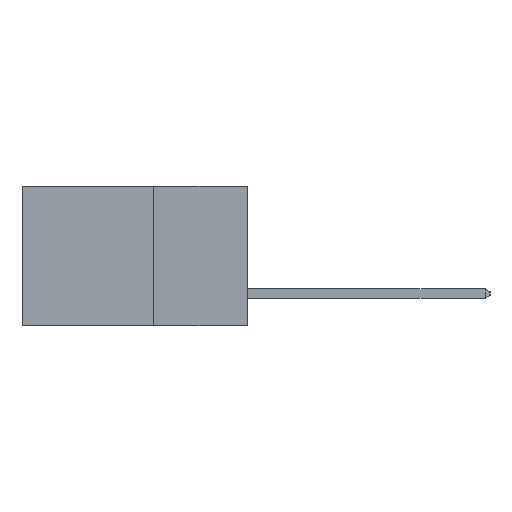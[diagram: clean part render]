
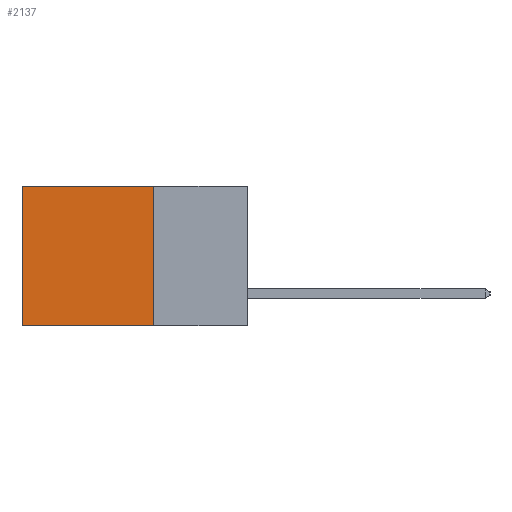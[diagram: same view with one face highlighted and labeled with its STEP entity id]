
A CAD part, left-side view. The second image highlights one B-rep face of the part: STEP entity #2137.
In plain terms, the highlighted planar face has unit normal (-1, 0, 0).
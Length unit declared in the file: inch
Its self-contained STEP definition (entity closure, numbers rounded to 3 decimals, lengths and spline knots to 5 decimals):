
#64 = EDGE_CURVE ( 'NONE', #15846, #9985, #12354, .T. ) ;
#756 = ORIENTED_EDGE ( 'NONE', *, *, #1316, .T. ) ;
#830 = FACE_OUTER_BOUND ( 'NONE', #10260, .T. ) ;
#1316 = EDGE_CURVE ( 'NONE', #15846, #5569, #15140, .T. ) ;
#2071 = CARTESIAN_POINT ( 'NONE',  ( 0.298, 0.25, -0.37 ) ) ;
#2137 = ADVANCED_FACE ( 'NONE', ( #830 ), #9284, .F. ) ;
#2184 = ORIENTED_EDGE ( 'NONE', *, *, #64, .F. ) ;
#2351 = ORIENTED_EDGE ( 'NONE', *, *, #6037, .T. ) ;
#2445 = DIRECTION ( 'NONE',  ( 0., 0., -1. ) ) ;
#2571 = DIRECTION ( 'NONE',  ( 0., 1., 0. ) ) ;
#4142 = LINE ( 'NONE', #2071, #13669 ) ;
#4325 = CARTESIAN_POINT ( 'NONE',  ( 0.298, 0.25, 0. ) ) ;
#5209 = EDGE_CURVE ( 'NONE', #9985, #12008, #4142, .T. ) ;
#5569 = VERTEX_POINT ( 'NONE', #8584 ) ;
#6037 = EDGE_CURVE ( 'NONE', #5569, #12008, #13896, .T. ) ;
#6110 = VECTOR ( 'NONE', #10316, 39.37008 ) ;
#6789 = VECTOR ( 'NONE', #2445, 39.37008 ) ;
#7075 = AXIS2_PLACEMENT_3D ( 'NONE', #10296, #9246, #9721 ) ;
#8584 = CARTESIAN_POINT ( 'NONE',  ( 0.298, 0.6, 0. ) ) ;
#9187 = ORIENTED_EDGE ( 'NONE', *, *, #5209, .F. ) ;
#9246 = DIRECTION ( 'NONE',  ( 1., 0., 0. ) ) ;
#9284 = PLANE ( 'NONE',  #7075 ) ;
#9721 = DIRECTION ( 'NONE',  ( 0., 0., -1. ) ) ;
#9985 = VERTEX_POINT ( 'NONE', #15492 ) ;
#10260 = EDGE_LOOP ( 'NONE', ( #2351, #9187, #2184, #756 ) ) ;
#10296 = CARTESIAN_POINT ( 'NONE',  ( 0.298, 0.25, 0. ) ) ;
#10316 = DIRECTION ( 'NONE',  ( 0., 0., -1. ) ) ;
#10533 = VECTOR ( 'NONE', #2571, 39.37008 ) ;
#11360 = CARTESIAN_POINT ( 'NONE',  ( 0.298, 0.25, 0. ) ) ;
#12008 = VERTEX_POINT ( 'NONE', #17139 ) ;
#12354 = LINE ( 'NONE', #11360, #6110 ) ;
#13669 = VECTOR ( 'NONE', #16243, 39.37008 ) ;
#13896 = LINE ( 'NONE', #15202, #6789 ) ;
#15140 = LINE ( 'NONE', #18318, #10533 ) ;
#15202 = CARTESIAN_POINT ( 'NONE',  ( 0.298, 0.6, 0. ) ) ;
#15492 = CARTESIAN_POINT ( 'NONE',  ( 0.298, 0.25, -0.37 ) ) ;
#15846 = VERTEX_POINT ( 'NONE', #4325 ) ;
#16243 = DIRECTION ( 'NONE',  ( 0., 1., 0. ) ) ;
#17139 = CARTESIAN_POINT ( 'NONE',  ( 0.298, 0.6, -0.37 ) ) ;
#18318 = CARTESIAN_POINT ( 'NONE',  ( 0.298, 0.25, 0. ) ) ;
